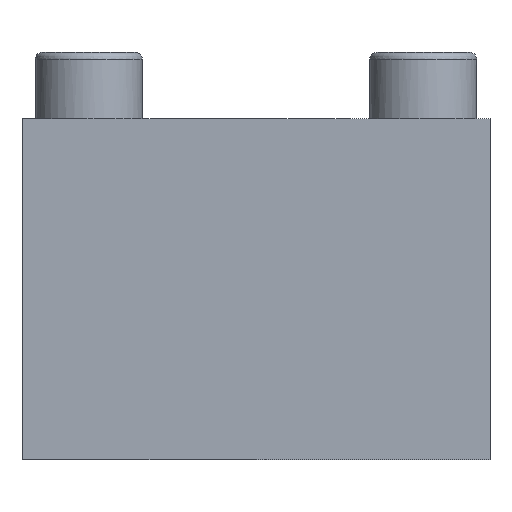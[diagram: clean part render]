
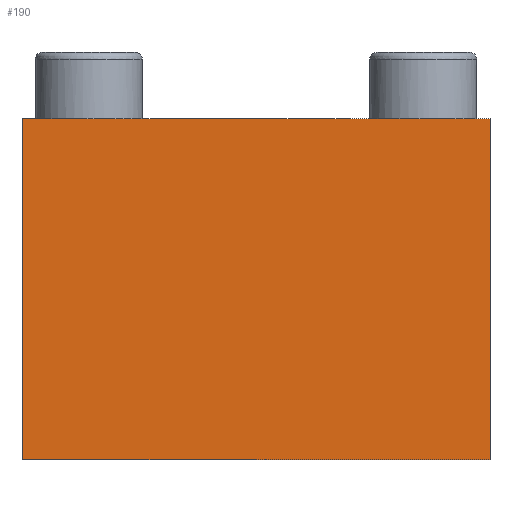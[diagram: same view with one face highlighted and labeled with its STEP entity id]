
A CAD part, front view. The second image highlights one B-rep face of the part: STEP entity #190.
In plain terms, the highlighted planar face has unit normal (0, -1, 0).
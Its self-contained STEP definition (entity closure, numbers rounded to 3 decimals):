
#125=CARTESIAN_POINT('',(-35.,-155.,41.));
#126=VERTEX_POINT('',#125);
#127=CARTESIAN_POINT('',(-35.,-155.,-10.));
#128=VERTEX_POINT('',#127);
#129=CARTESIAN_POINT('',(-35.,-155.,41.));
#130=DIRECTION('',(-0.,0.,-1.));
#131=VECTOR('',#130,51.);
#132=LINE('',#129,#131);
#133=EDGE_CURVE('',#126,#128,#132,.T.);
#160=CARTESIAN_POINT('',(35.,-155.,31.));
#161=DIRECTION('',(-0.,-1.,-0.));
#162=DIRECTION('',(-1.,0.,0.));
#163=AXIS2_PLACEMENT_3D('',#160,#161,#162);
#164=PLANE('',#163);
#165=CARTESIAN_POINT('',(35.,-155.,41.));
#166=VERTEX_POINT('',#165);
#167=CARTESIAN_POINT('',(35.,-155.,-10.));
#168=VERTEX_POINT('',#167);
#169=CARTESIAN_POINT('',(35.,-155.,41.));
#170=DIRECTION('',(0.,0.,-1.));
#171=VECTOR('',#170,51.);
#172=LINE('',#169,#171);
#173=EDGE_CURVE('',#166,#168,#172,.T.);
#174=ORIENTED_EDGE('',*,*,#173,.F.);
#175=CARTESIAN_POINT('',(-35.,-155.,41.));
#176=DIRECTION('',(1.,-0.,-0.));
#177=VECTOR('',#176,70.);
#178=LINE('',#175,#177);
#179=EDGE_CURVE('',#126,#166,#178,.T.);
#180=ORIENTED_EDGE('',*,*,#179,.F.);
#181=ORIENTED_EDGE('',*,*,#133,.T.);
#182=CARTESIAN_POINT('',(35.,-155.,-10.));
#183=DIRECTION('',(-1.,0.,0.));
#184=VECTOR('',#183,70.);
#185=LINE('',#182,#184);
#186=EDGE_CURVE('',#168,#128,#185,.T.);
#187=ORIENTED_EDGE('',*,*,#186,.F.);
#188=EDGE_LOOP('',(#174,#180,#181,#187));
#189=FACE_BOUND('',#188,.T.);
#190=ADVANCED_FACE('',(#189),#164,.T.);
